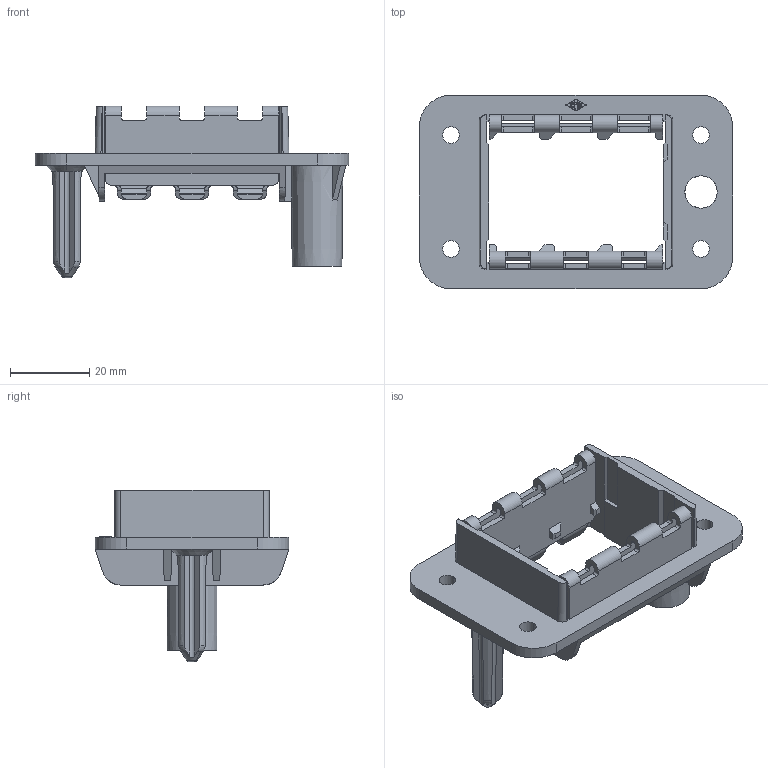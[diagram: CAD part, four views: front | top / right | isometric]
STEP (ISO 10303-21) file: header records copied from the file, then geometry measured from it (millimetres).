
FILE_DESCRIPTION(('Creo Elements/Direct Modeling STEP Export'),'2;1');
FILE_NAME('0ln7uvk5tn76m992880','2023-11-14T14:26:50',(''),(''),'Creo Elements/Direct Modeling STEP processor for AP214 (Solid Model)','Creo Elements/Direct Modeling 20.1B 02-Apr-2019 (C) Parametric Technology GmbH','');
FILE_SCHEMA(('AUTOMOTIVE_DESIGN { 1 0 10303 214 1 1 1 1 }'));
Length unit declared in the file: millimetre
Products named in the file (2): CX 03 PDF
Assembly tree (1 placements, depth 2):
  CX 03 PDF
    CX 03 PDF
Bounding box: 79.3 x 49 x 43.4 mm (x, y, z)
Volume: 16505 mm3; surface area: 17908 mm2
Topology: 1 solids, 1 shells, 404 faces, 1179 edges, 775 vertices
Faces by surface type: plane 255, cylinder 129, cone 14, torus 6
Entity records: 19557 total; most frequent: CARTESIAN_POINT 5602, ORIENTED_EDGE 2358, DIRECTION 2082, EDGE_CURVE 1179, VECTOR 806, LINE 806, VERTEX_POINT 775, AXIS2_PLACEMENT_3D 638
